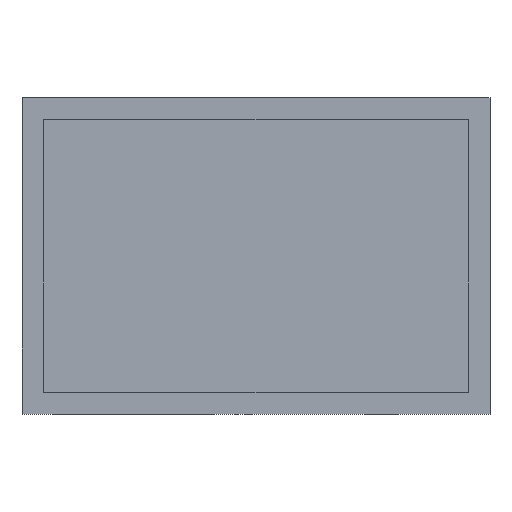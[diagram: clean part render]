
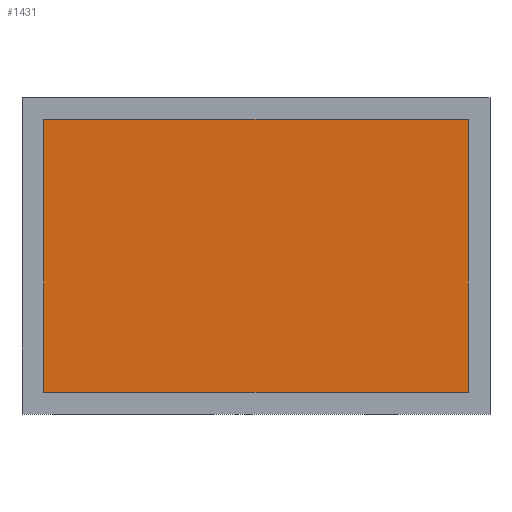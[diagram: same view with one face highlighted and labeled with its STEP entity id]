
A CAD part, top view. The second image highlights one B-rep face of the part: STEP entity #1431.
In plain terms, the highlighted planar face has unit normal (0, 0, 1).
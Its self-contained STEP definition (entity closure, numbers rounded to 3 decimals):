
#53=FACE_OUTER_BOUND($,#117,.T.);
#117=EDGE_LOOP($,(#963,#964,#965,#966));
#209=LINE($,#1948,#409);
#213=LINE($,#1955,#413);
#216=LINE($,#1961,#416);
#218=LINE($,#1964,#418);
#409=VECTOR($,#1588,39.2);
#413=VECTOR($,#1594,25.2);
#416=VECTOR($,#1599,39.2);
#418=VECTOR($,#1603,25.2);
#609=VERTEX_POINT($,#1945);
#610=VERTEX_POINT($,#1947);
#612=VERTEX_POINT($,#1953);
#614=VERTEX_POINT($,#1959);
#745=EDGE_CURVE($,#609,#610,#209,.T.);
#749=EDGE_CURVE($,#612,#609,#213,.T.);
#752=EDGE_CURVE($,#614,#612,#216,.T.);
#754=EDGE_CURVE($,#610,#614,#218,.T.);
#963=ORIENTED_EDGE($,*,*,#754,.F.);
#964=ORIENTED_EDGE($,*,*,#745,.F.);
#965=ORIENTED_EDGE($,*,*,#749,.F.);
#966=ORIENTED_EDGE($,*,*,#752,.F.);
#1359=PLANE($,#1508);
#1431=ADVANCED_FACE($,(#53),#1359,.T.);
#1508=AXIS2_PLACEMENT_3D($,#1965,#1604,#1605);
#1588=DIRECTION($,(-1.,0.,0.));
#1594=DIRECTION($,(0.,-1.,0.));
#1599=DIRECTION($,(1.,0.,0.));
#1603=DIRECTION($,(0.,1.,0.));
#1604=DIRECTION('center_axis',(0.,0.,1.));
#1605=DIRECTION('ref_axis',(1.,0.,0.));
#1945=CARTESIAN_POINT('',(19.6,-12.6,3.2));
#1947=CARTESIAN_POINT('',(-19.6,-12.6,3.2));
#1948=CARTESIAN_POINT($,(19.6,-12.6,3.2));
#1953=CARTESIAN_POINT('',(19.6,12.6,3.2));
#1955=CARTESIAN_POINT($,(19.6,12.6,3.2));
#1959=CARTESIAN_POINT('',(-19.6,12.6,3.2));
#1961=CARTESIAN_POINT($,(-19.6,12.6,3.2));
#1964=CARTESIAN_POINT($,(-19.6,-12.6,3.2));
#1965=CARTESIAN_POINT('Origin',(0.,0.,
3.2));
